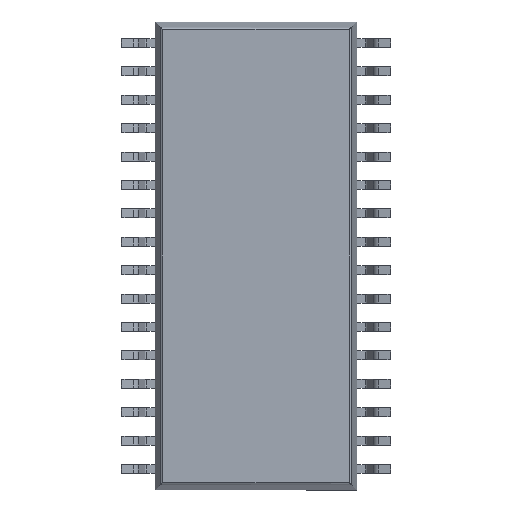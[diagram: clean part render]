
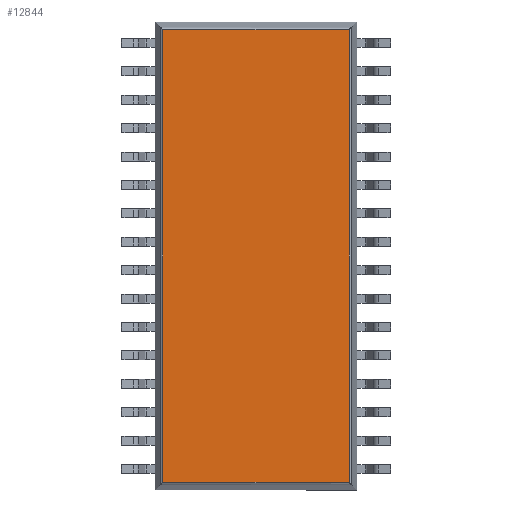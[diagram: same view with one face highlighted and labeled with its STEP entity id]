
A CAD part, front view. The second image highlights one B-rep face of the part: STEP entity #12844.
In plain terms, the highlighted planar face has unit normal (0, -1, 0).
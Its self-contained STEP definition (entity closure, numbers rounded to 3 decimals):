
#5700 = CARTESIAN_POINT ( 'NONE',  ( -4.17, 0.15, 10.125 ) ) ;
#5751 = DIRECTION ( 'NONE',  ( 0., 0., -1. ) ) ;
#5752 = VECTOR ( 'NONE', #5751, 1000. ) ;
#5753 = CARTESIAN_POINT ( 'NONE',  ( -4.17, 0.15, -10.465 ) ) ;
#5754 = LINE ( 'NONE', #5753, #5752 ) ;
#5896 = CARTESIAN_POINT ( 'NONE',  ( -4.17, 0.15, -10.125 ) ) ;
#12836 = EDGE_CURVE ( 'NONE', #15842, #12896, #18337, .T. ) ;
#12839 = ORIENTED_EDGE ( 'NONE', *, *, #15757, .T. ) ;
#12842 = EDGE_LOOP ( 'NONE', ( #12839, #15839, #12898, #12900 ) ) ;
#12844 = ADVANCED_FACE ( 'NONE', ( #18333 ), #18369, .T. ) ;
#12896 = VERTEX_POINT ( 'NONE', #18489 ) ;
#12897 = VERTEX_POINT ( 'NONE', #18488 ) ;
#12898 = ORIENTED_EDGE ( 'NONE', *, *, #12899, .T. ) ;
#12899 = EDGE_CURVE ( 'NONE', #12896, #12897, #18487, .T. ) ;
#12900 = ORIENTED_EDGE ( 'NONE', *, *, #12901, .T. ) ;
#12901 = EDGE_CURVE ( 'NONE', #12897, #15754, #18537, .T. ) ;
#15754 = VERTEX_POINT ( 'NONE', #5700 ) ;
#15757 = EDGE_CURVE ( 'NONE', #15754, #15842, #5754, .T. ) ;
#15839 = ORIENTED_EDGE ( 'NONE', *, *, #12836, .T. ) ;
#15842 = VERTEX_POINT ( 'NONE', #5896 ) ;
#18333 = FACE_OUTER_BOUND ( 'NONE', #12842, .T. ) ;
#18334 = DIRECTION ( 'NONE',  ( 1., 0., 0. ) ) ;
#18335 = VECTOR ( 'NONE', #18334, 1000. ) ;
#18336 = CARTESIAN_POINT ( 'NONE',  ( -4.51, 0.15, -10.125 ) ) ;
#18337 = LINE ( 'NONE', #18336, #18335 ) ;
#18363 = DIRECTION ( 'NONE',  ( 0., 0., -1. ) ) ;
#18364 = DIRECTION ( 'NONE',  ( 0., -1., 0. ) ) ;
#18365 = CARTESIAN_POINT ( 'NONE',  ( -4.51, 0.15, -10.465 ) ) ;
#18366 = AXIS2_PLACEMENT_3D ( 'NONE', #18365, #18364, #18363 ) ;
#18369 = PLANE ( 'NONE',  #18366 ) ;
#18486 = CARTESIAN_POINT ( 'NONE',  ( 4.17, 0.15, -10.465 ) ) ;
#18487 = LINE ( 'NONE', #18486, #18540 ) ;
#18488 = CARTESIAN_POINT ( 'NONE',  ( 4.17, 0.15, 10.125 ) ) ;
#18489 = CARTESIAN_POINT ( 'NONE',  ( 4.17, 0.15, -10.125 ) ) ;
#18534 = DIRECTION ( 'NONE',  ( -1., 0., 0. ) ) ;
#18535 = VECTOR ( 'NONE', #18534, 1000. ) ;
#18536 = CARTESIAN_POINT ( 'NONE',  ( -4.51, 0.15, 10.125 ) ) ;
#18537 = LINE ( 'NONE', #18536, #18535 ) ;
#18539 = DIRECTION ( 'NONE',  ( 0., 0., 1. ) ) ;
#18540 = VECTOR ( 'NONE', #18539, 1000. ) ;
